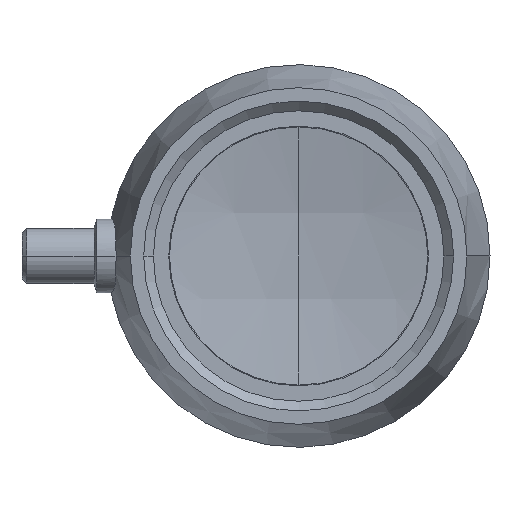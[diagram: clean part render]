
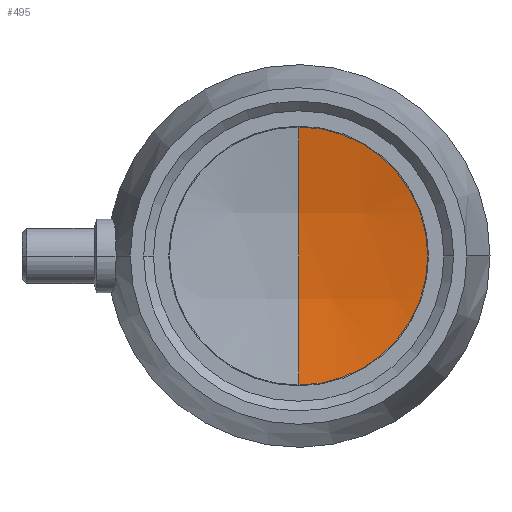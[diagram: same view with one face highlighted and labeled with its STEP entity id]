
A CAD part, left-side view. The second image highlights one B-rep face of the part: STEP entity #495.
In plain terms, the highlighted spherical face has radius 134.614 mm.
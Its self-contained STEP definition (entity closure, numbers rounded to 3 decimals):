
#405 = VERTEX_POINT( '', #1054 );
#449 = EDGE_CURVE( '', #687, #405, #1103, .T. );
#495 = ADVANCED_FACE( '', ( #1155 ), #1156, .F. );
#687 = VERTEX_POINT( '', #1375 );
#907 = EDGE_CURVE( '', #687, #405, #1617, .T. );
#1054 = CARTESIAN_POINT( '', ( 64.089, 0., 28.002 ) );
#1103 = CIRCLE( '', #1933, 134.614 );
#1155 = FACE_OUTER_BOUND( '', #2071, .T. );
#1156 = SPHERICAL_SURFACE( '', #2072, 134.614 );
#1375 = CARTESIAN_POINT( '', ( 64.089, 0., -28.002 ) );
#1617 = CIRCLE( '', #2919, 28.002 );
#1933 = AXIS2_PLACEMENT_3D( '', #3153, #3154, #3155 );
#2071 = EDGE_LOOP( '', ( #3228, #3229 ) );
#2072 = AXIS2_PLACEMENT_3D( '', #3230, #3231, #3232 );
#2919 = AXIS2_PLACEMENT_3D( '', #3814, #3815, #3816 );
#3153 = CARTESIAN_POINT( '', ( -67.581, 0., 0. ) );
#3154 = DIRECTION( '', ( 0., -1., 0. ) );
#3155 = DIRECTION( '', ( 0., 0., -1. ) );
#3228 = ORIENTED_EDGE( '', *, *, #449, .F. );
#3229 = ORIENTED_EDGE( '', *, *, #907, .T. );
#3230 = CARTESIAN_POINT( '', ( -67.581, 0., 0. ) );
#3231 = DIRECTION( '', ( 0., 0., 1. ) );
#3232 = DIRECTION( '', ( 1., 0., 0. ) );
#3814 = CARTESIAN_POINT( '', ( 64.089, 0., 0. ) );
#3815 = DIRECTION( '', ( -1., 0., 0. ) );
#3816 = DIRECTION( '', ( 0., 1., 0. ) );
